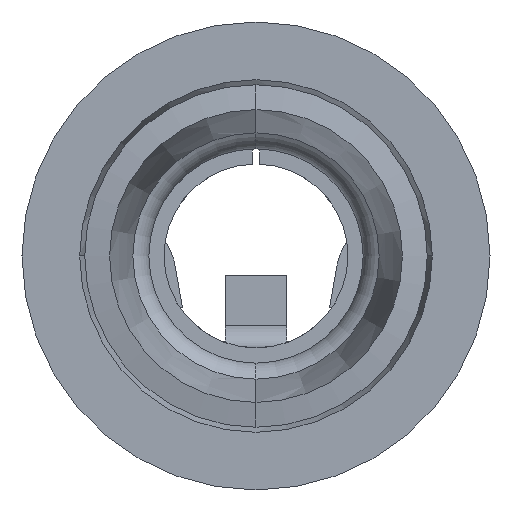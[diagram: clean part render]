
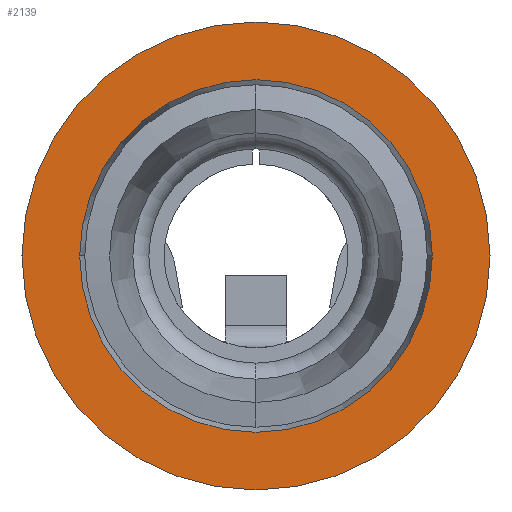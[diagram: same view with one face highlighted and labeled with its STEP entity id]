
A CAD part, front view. The second image highlights one B-rep face of the part: STEP entity #2139.
In plain terms, the highlighted planar face has unit normal (0, -1, 0).
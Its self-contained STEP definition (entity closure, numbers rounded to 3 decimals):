
#27 = EDGE_LOOP ( 'NONE', ( #3354, #149 ) ) ;
#84 = CARTESIAN_POINT ( 'NONE',  ( 0., -13.29, 1.625 ) ) ;
#115 = DIRECTION ( 'NONE',  ( 0., 1., 0. ) ) ;
#149 = ORIENTED_EDGE ( 'NONE', *, *, #2188, .T. ) ;
#183 = AXIS2_PLACEMENT_3D ( 'NONE', #2791, #1750, #4221 ) ;
#311 = EDGE_CURVE ( 'NONE', #3458, #954, #3704, .T. ) ;
#365 = AXIS2_PLACEMENT_3D ( 'NONE', #4111, #479, #2538 ) ;
#479 = DIRECTION ( 'NONE',  ( 0., 1., 0. ) ) ;
#495 = AXIS2_PLACEMENT_3D ( 'NONE', #84, #115, #3174 ) ;
#579 = CARTESIAN_POINT ( 'NONE',  ( -2.445, -13.29, 1.625 ) ) ;
#606 = CIRCLE ( 'NONE', #183, 2.445 ) ;
#654 = VERTEX_POINT ( 'NONE', #1664 ) ;
#893 = EDGE_CURVE ( 'NONE', #1821, #654, #606, .T. ) ;
#905 = CIRCLE ( 'NONE', #495, 3.245 ) ;
#954 = VERTEX_POINT ( 'NONE', #1081 ) ;
#1081 = CARTESIAN_POINT ( 'NONE',  ( 3.245, -13.29, 1.625 ) ) ;
#1170 = CARTESIAN_POINT ( 'NONE',  ( -3.245, -13.29, 1.625 ) ) ;
#1215 = AXIS2_PLACEMENT_3D ( 'NONE', #3964, #1850, #4441 ) ;
#1218 = PLANE ( 'NONE',  #3081 ) ;
#1457 = FACE_BOUND ( 'NONE', #27, .T. ) ;
#1664 = CARTESIAN_POINT ( 'NONE',  ( 2.445, -13.29, 1.625 ) ) ;
#1750 = DIRECTION ( 'NONE',  ( 0., 1., 0. ) ) ;
#1821 = VERTEX_POINT ( 'NONE', #579 ) ;
#1850 = DIRECTION ( 'NONE',  ( 0., 1., 0. ) ) ;
#1900 = DIRECTION ( 'NONE',  ( 1., 0., 0. ) ) ;
#2139 = ADVANCED_FACE ( 'NONE', ( #1457, #4157 ), #1218, .T. ) ;
#2188 = EDGE_CURVE ( 'NONE', #654, #1821, #4098, .T. ) ;
#2508 = ORIENTED_EDGE ( 'NONE', *, *, #2675, .F. ) ;
#2538 = DIRECTION ( 'NONE',  ( -1., 0., 0. ) ) ;
#2568 = ORIENTED_EDGE ( 'NONE', *, *, #311, .F. ) ;
#2675 = EDGE_CURVE ( 'NONE', #954, #3458, #905, .T. ) ;
#2791 = CARTESIAN_POINT ( 'NONE',  ( 0., -13.29, 1.625 ) ) ;
#2914 = DIRECTION ( 'NONE',  ( 0., -1., 0. ) ) ;
#2960 = CARTESIAN_POINT ( 'NONE',  ( -3.245, -13.29, 1.625 ) ) ;
#3081 = AXIS2_PLACEMENT_3D ( 'NONE', #1170, #2914, #1900 ) ;
#3174 = DIRECTION ( 'NONE',  ( -1., 0., 0. ) ) ;
#3354 = ORIENTED_EDGE ( 'NONE', *, *, #893, .T. ) ;
#3458 = VERTEX_POINT ( 'NONE', #2960 ) ;
#3704 = CIRCLE ( 'NONE', #365, 3.245 ) ;
#3855 = EDGE_LOOP ( 'NONE', ( #2568, #2508 ) ) ;
#3964 = CARTESIAN_POINT ( 'NONE',  ( 0., -13.29, 1.625 ) ) ;
#4098 = CIRCLE ( 'NONE', #1215, 2.445 ) ;
#4111 = CARTESIAN_POINT ( 'NONE',  ( 0., -13.29, 1.625 ) ) ;
#4157 = FACE_OUTER_BOUND ( 'NONE', #3855, .T. ) ;
#4221 = DIRECTION ( 'NONE',  ( 1., 0., 0. ) ) ;
#4441 = DIRECTION ( 'NONE',  ( 1., 0., 0. ) ) ;
